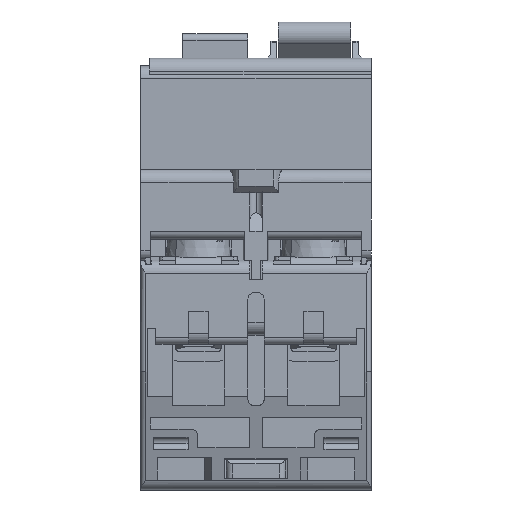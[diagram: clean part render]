
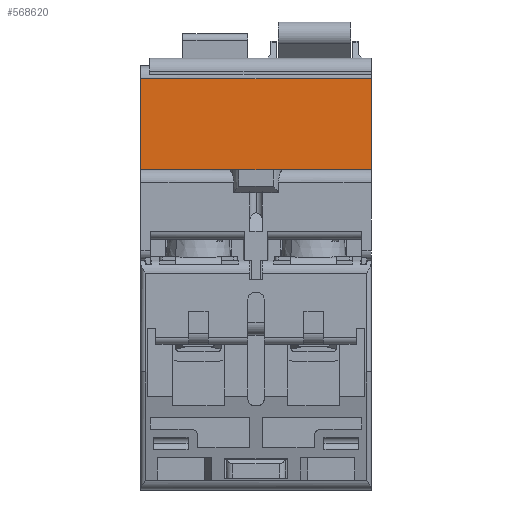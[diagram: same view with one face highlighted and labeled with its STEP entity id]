
A CAD part, left-side view. The second image highlights one B-rep face of the part: STEP entity #568620.
In plain terms, the highlighted planar face has unit normal (-1, 0, 0).
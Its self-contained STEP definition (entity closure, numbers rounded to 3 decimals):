
#96140=CARTESIAN_POINT('',(-22.5,-35.3,28.));
#96150=VERTEX_POINT('',#96140);
#96180=CARTESIAN_POINT('',(-22.5,-35.3,28.));
#96190=DIRECTION('',(0.,1.,0.));
#96200=VECTOR('',#96190,1.);
#96210=LINE('',#96180,#96200);
#96220=CARTESIAN_POINT('',(-22.5,0.3,28.));
#96230=VERTEX_POINT('',#96220);
#96240=EDGE_CURVE('',#96150,#96230,#96210,.T.);
#365260=CARTESIAN_POINT('',(-22.5,-35.3,14.));
#365270=VERTEX_POINT('',#365260);
#365300=CARTESIAN_POINT('',(-22.5,-35.3,0.));
#365310=DIRECTION('',(0.,0.,-1.));
#365320=VECTOR('',#365310,1.);
#365330=LINE('',#365300,#365320);
#365340=EDGE_CURVE('',#96150,#365270,#365330,.T.);
#442250=CARTESIAN_POINT('',(-22.5,0.3,
0.));
#442260=DIRECTION('',(0.,0.,-1.));
#442270=VECTOR('',#442260,1.);
#442280=LINE('',#442250,#442270);
#442290=CARTESIAN_POINT('',(-22.5,0.3,14.));
#442300=VERTEX_POINT('',#442290);
#442310=EDGE_CURVE('',#96230,#442300,#442280,.T.);
#543990=CARTESIAN_POINT('',(-22.5,-35.3,14.));
#544000=DIRECTION('',(0.,-1.,0.));
#544010=VECTOR('',#544000,1.);
#544020=LINE('',#543990,#544010);
#544030=EDGE_CURVE('',#442300,#365270,#544020,.T.);
#568510=CARTESIAN_POINT('',(-22.5,-13.95,24.45));
#568520=DIRECTION('',(-1.,0.,0.));
#568530=DIRECTION('',(0.,-1.,0.));
#568540=AXIS2_PLACEMENT_3D('',#568510,#568520,#568530);
#568550=PLANE('',#568540);
#568560=ORIENTED_EDGE('',*,*,#96240,.T.);
#568570=ORIENTED_EDGE('',*,*,#365340,.F.);
#568580=ORIENTED_EDGE('',*,*,#544030,.T.);
#568590=ORIENTED_EDGE('',*,*,#442310,.T.);
#568600=EDGE_LOOP('',(#568590,#568580,#568570,#568560));
#568610=FACE_OUTER_BOUND('',#568600,.T.);
#568620=ADVANCED_FACE('',(#568610),#568550,.T.);
